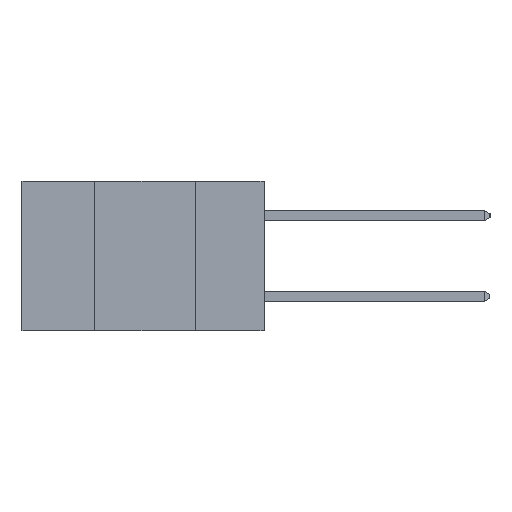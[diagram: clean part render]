
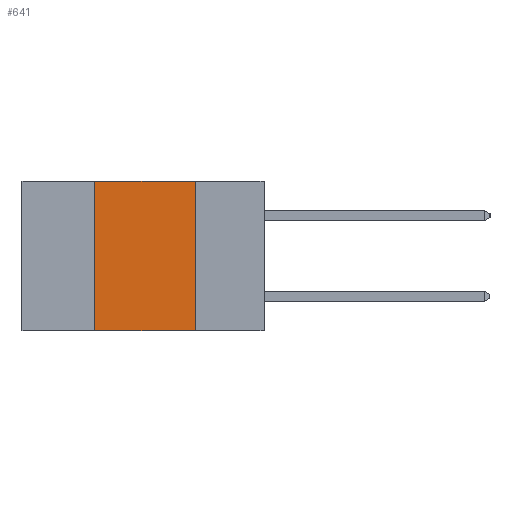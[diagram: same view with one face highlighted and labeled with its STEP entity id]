
A CAD part, left-side view. The second image highlights one B-rep face of the part: STEP entity #641.
In plain terms, the highlighted planar face has unit normal (-1, 0, 0).
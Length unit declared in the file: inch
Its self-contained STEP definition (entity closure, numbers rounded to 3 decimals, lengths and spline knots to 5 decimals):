
#207 = VECTOR ( 'NONE', #7054, 39.37008 ) ;
#641 = ADVANCED_FACE ( 'NONE', ( #8200 ), #19395, .F. ) ;
#981 = DIRECTION ( 'NONE',  ( 0., -1., 0. ) ) ;
#1030 = ORIENTED_EDGE ( 'NONE', *, *, #9339, .T. ) ;
#2347 = VERTEX_POINT ( 'NONE', #12999 ) ;
#2705 = LINE ( 'NONE', #13326, #18955 ) ;
#4828 = VERTEX_POINT ( 'NONE', #18019 ) ;
#5098 = EDGE_CURVE ( 'NONE', #7768, #21841, #2705, .T. ) ;
#5278 = CARTESIAN_POINT ( 'NONE',  ( 0., 0.6, 0. ) ) ;
#5583 = CARTESIAN_POINT ( 'NONE',  ( 0., 0.6, 0. ) ) ;
#7054 = DIRECTION ( 'NONE',  ( 0., 0., -1. ) ) ;
#7392 = VECTOR ( 'NONE', #981, 39.37008 ) ;
#7571 = EDGE_CURVE ( 'NONE', #2347, #4828, #16473, .T. ) ;
#7768 = VERTEX_POINT ( 'NONE', #11835 ) ;
#8200 = FACE_OUTER_BOUND ( 'NONE', #25430, .T. ) ;
#9339 = EDGE_CURVE ( 'NONE', #7768, #4828, #19373, .T. ) ;
#11237 = ORIENTED_EDGE ( 'NONE', *, *, #21064, .F. ) ;
#11835 = CARTESIAN_POINT ( 'NONE',  ( 0., 0.42, -0.37 ) ) ;
#11884 = VECTOR ( 'NONE', #20157, 39.37008 ) ;
#12999 = CARTESIAN_POINT ( 'NONE',  ( 0., 0.17, 0. ) ) ;
#13115 = DIRECTION ( 'NONE',  ( 0., 0., 1. ) ) ;
#13326 = CARTESIAN_POINT ( 'NONE',  ( 0., 0.42, 0. ) ) ;
#14255 = ORIENTED_EDGE ( 'NONE', *, *, #5098, .F. ) ;
#14346 = AXIS2_PLACEMENT_3D ( 'NONE', #5583, #27363, #25540 ) ;
#16473 = LINE ( 'NONE', #19799, #207 ) ;
#16920 = LINE ( 'NONE', #5278, #11884 ) ;
#18019 = CARTESIAN_POINT ( 'NONE',  ( 0., 0.17, -0.37 ) ) ;
#18955 = VECTOR ( 'NONE', #13115, 39.37008 ) ;
#19373 = LINE ( 'NONE', #24280, #7392 ) ;
#19395 = PLANE ( 'NONE',  #14346 ) ;
#19799 = CARTESIAN_POINT ( 'NONE',  ( 0., 0.17, 0. ) ) ;
#20157 = DIRECTION ( 'NONE',  ( 0., -1., 0. ) ) ;
#21064 = EDGE_CURVE ( 'NONE', #21841, #2347, #16920, .T. ) ;
#21383 = CARTESIAN_POINT ( 'NONE',  ( 0., 0.42, 0. ) ) ;
#21841 = VERTEX_POINT ( 'NONE', #21383 ) ;
#24280 = CARTESIAN_POINT ( 'NONE',  ( 0., 0.6, -0.37 ) ) ;
#25188 = ORIENTED_EDGE ( 'NONE', *, *, #7571, .F. ) ;
#25430 = EDGE_LOOP ( 'NONE', ( #25188, #11237, #14255, #1030 ) ) ;
#25540 = DIRECTION ( 'NONE',  ( 0., 0., -1. ) ) ;
#27363 = DIRECTION ( 'NONE',  ( 1., 0., 0. ) ) ;
